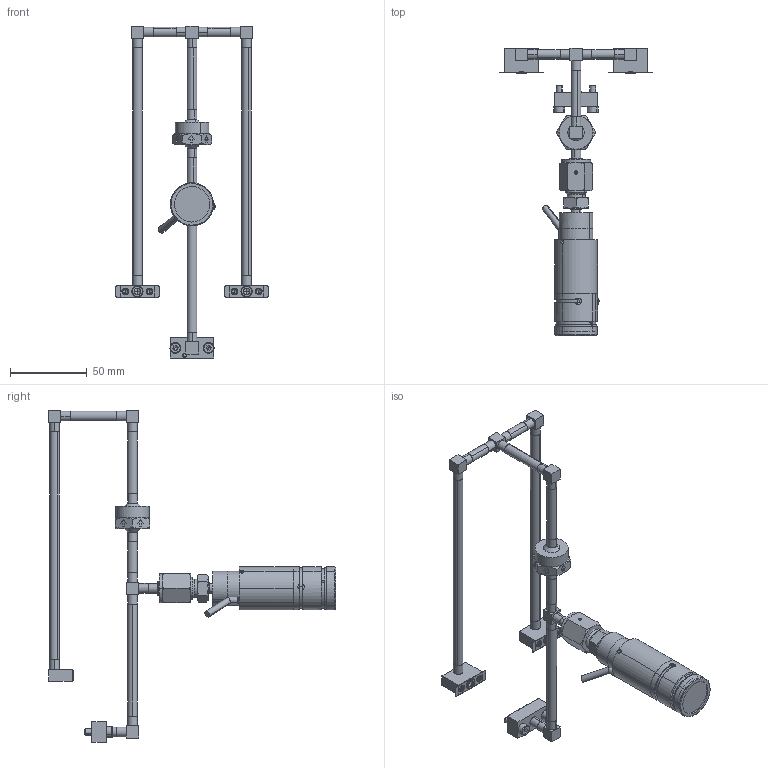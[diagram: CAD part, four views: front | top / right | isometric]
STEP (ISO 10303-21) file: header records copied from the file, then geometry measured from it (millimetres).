
FILE_DESCRIPTION (( 'STEP AP214' ), '1' );
FILE_NAME ('A0000002635.STEP', '2025-11-04T09:10:19', ( 'Microsoft' ), ( 'Microsoft' ), 'SwSTEP 2.0', 'SolidWorks 2025', '' );
FILE_SCHEMA (( 'AUTOMOTIVE_DESIGN' ));
Length unit declared in the file: millimetre
Products named in the file (21): 100001020943; 100001020946; P0000006486_20; 101000092547; P0000006486_30.06; 100001020576; 100001060025; P0000006486_147.9; 100002130279; 100001020385_Fujikin-Female Nut-4; P0000006486_14.96; 100000060322; P0000006486_40; 101000036753; P0000006486_72.87; P0000006486_14.9; 100001060024; A0000004832; 100001020944; A0000002635; 101000092565
Assembly tree (28 placements, depth 3):
  A0000002635
    A0000004832
      P0000006486_72.87
      100001020385_Fujikin-Female Nut-4
      100001020946
      100000060322
      100001020944  x4
      P0000006486_30.06
      P0000006486_40
      101000092565
      P0000006486_20
      100001020943  x2
      P0000006486_14.9
      P0000006486_14.96
      101000092547  x2
      P0000006486_147.9  x2
    100001060024
    101000036753  x2
    100002130279
    100001020576
    100001060025  x2
Bounding box: 99.36 x 186.83 x 216.08 mm (x, y, z)
Volume: 30429.4 mm3; surface area: 58080.7 mm2
Topology: 26 solids, 34 shells, 940 faces, 2341 edges, 1490 vertices
Faces by surface type: cylinder 422, plane 323, cone 110, bspline 60, torus 16, sphere 9
Entity records: 26595 total; most frequent: CARTESIAN_POINT 8386, ORIENTED_EDGE 3720, DIRECTION 3619, EDGE_CURVE 1864, AXIS2_PLACEMENT_3D 1423, VERTEX_POINT 1199, EDGE_LOOP 856, LINE 773
